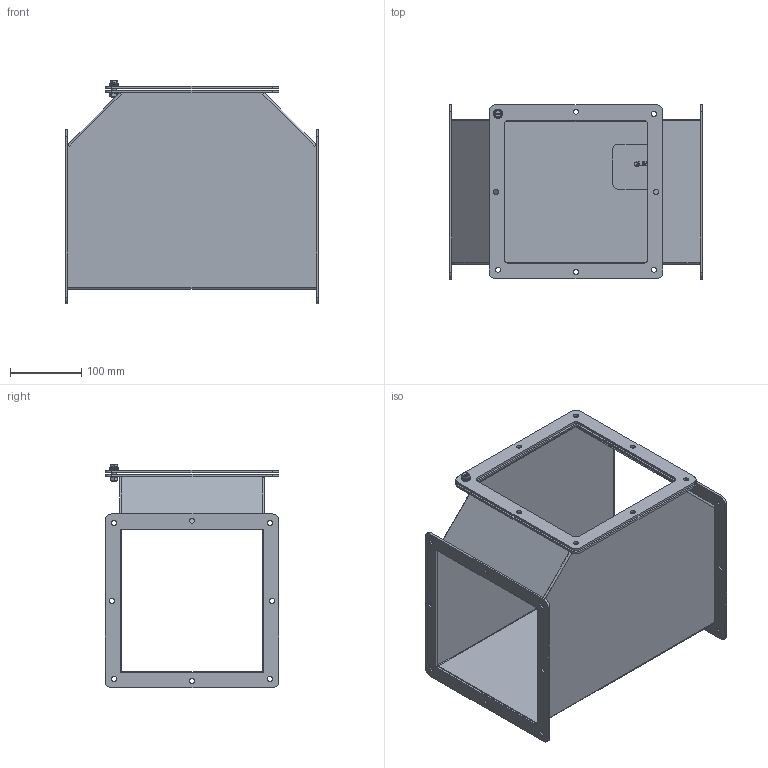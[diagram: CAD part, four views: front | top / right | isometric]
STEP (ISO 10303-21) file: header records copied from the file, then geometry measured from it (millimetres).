
FILE_DESCRIPTION (( 'STEP AP203' ), '1' );
FILE_NAME ('1487ETSS.step', '2020-11-17T21:16:40', ( 'ADC123' ), ( 'Microsoft' ), 'SwSTEP 2.0', 'SolidWorks 2019', '' );
FILE_SCHEMA (( 'CONFIG_CONTROL_DESIGN' ));
Length unit declared in the file: inch
Products named in the file (1): 1487ETSS
Bounding box: 355.6 x 244.47 x 314.52 mm (x, y, z)
Volume: 778433.2 mm3; surface area: 778104.5 mm2
Topology: 9 solids, 9 shells, 312 faces, 819 edges, 541 vertices
Faces by surface type: plane 187, cylinder 98, bspline 27
Full cylindrical faces by diameter (mm): 4.976 x1, 6.35 x1, 6.553 x1, 7.137 x32, 12.7 x1
Entity records: 13756 total; most frequent: CARTESIAN_POINT 6091, ORIENTED_EDGE 1558, DIRECTION 1443, EDGE_CURVE 779, VERTEX_POINT 540, LINE 503, VECTOR 503, AXIS2_PLACEMENT_3D 470
